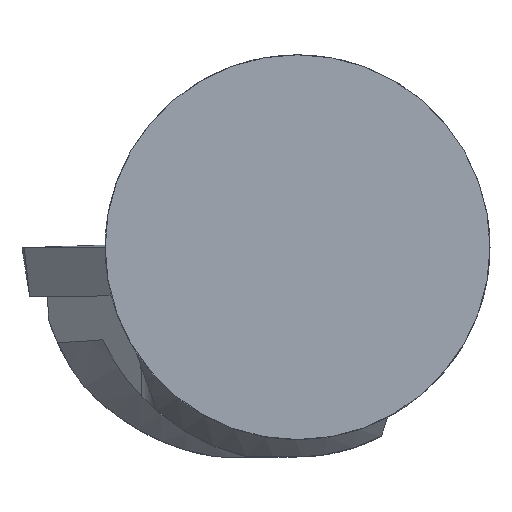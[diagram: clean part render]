
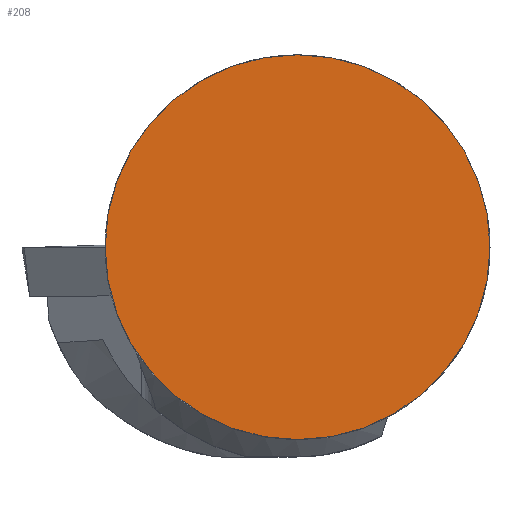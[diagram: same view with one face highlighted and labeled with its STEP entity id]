
A CAD part, top view. The second image highlights one B-rep face of the part: STEP entity #208.
In plain terms, the highlighted planar face has unit normal (0, 0, 1).
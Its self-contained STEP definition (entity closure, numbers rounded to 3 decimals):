
#143=CIRCLE('',#888,12.5);
#208=ADVANCED_FACE('',(#269),#241,.T.);
#241=PLANE('',#903);
#269=FACE_OUTER_BOUND('',#301,.T.);
#301=EDGE_LOOP('',(#459));
#459=ORIENTED_EDGE('',*,*,#656,.F.);
#582=VERTEX_POINT('',#1321);
#656=EDGE_CURVE('',#582,#582,#143,.T.);
#888=AXIS2_PLACEMENT_3D('',#1320,#1020,#1021);
#903=AXIS2_PLACEMENT_3D('',#1458,#1056,#1057);
#1020=DIRECTION('',(0.,0.,-1.));
#1021=DIRECTION('',(1.,0.,0.));
#1056=DIRECTION('',(0.,0.,1.));
#1057=DIRECTION('',(1.,0.,0.));
#1320=CARTESIAN_POINT('',(0.,0.,0.));
#1321=CARTESIAN_POINT('',(12.5,0.,0.));
#1458=CARTESIAN_POINT('',(0.,0.,0.));
